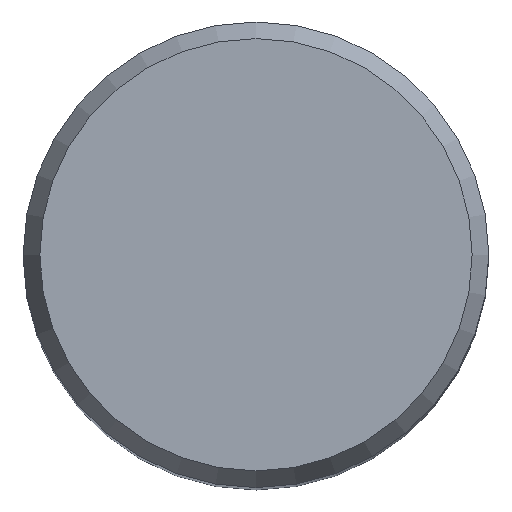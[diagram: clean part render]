
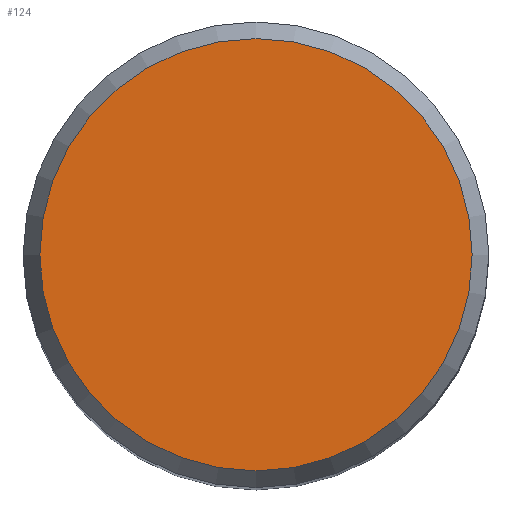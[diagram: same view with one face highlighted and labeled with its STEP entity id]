
A CAD part, top view. The second image highlights one B-rep face of the part: STEP entity #124.
In plain terms, the highlighted planar face has unit normal (0, 0, 1).
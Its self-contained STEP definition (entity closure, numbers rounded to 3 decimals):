
#124=ADVANCED_FACE('',(#164),#154,.T.);
#154=PLANE('',#390);
#164=FACE_OUTER_BOUND('',#168,.T.);
#168=EDGE_LOOP('',(#224));
#224=ORIENTED_EDGE('',*,*,#308,.F.);
#280=VERTEX_POINT('',#573);
#308=EDGE_CURVE('',#280,#280,#336,.T.);
#336=CIRCLE('',#389,7.428);
#389=AXIS2_PLACEMENT_3D('',#572,#455,#456);
#390=AXIS2_PLACEMENT_3D('',#574,#457,#458);
#455=DIRECTION('',(0.,0.,-1.));
#456=DIRECTION('',(-1.,0.,0.));
#457=DIRECTION('',(0.,0.,1.));
#458=DIRECTION('',(-1.,0.,0.));
#572=CARTESIAN_POINT('',(0.,0.,48.));
#573=CARTESIAN_POINT('',(-7.428,0.,48.));
#574=CARTESIAN_POINT('',(0.,7.428,48.));
